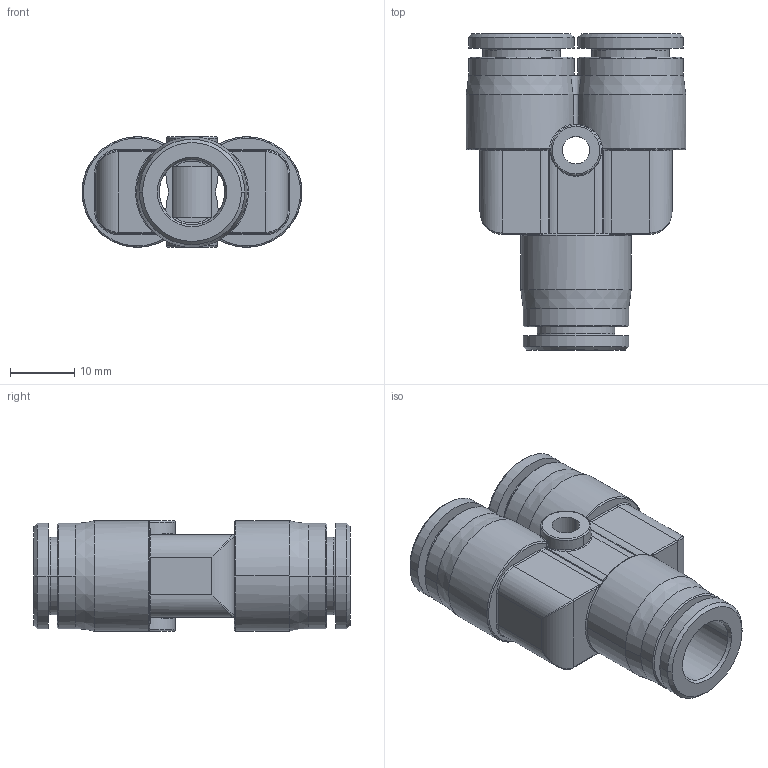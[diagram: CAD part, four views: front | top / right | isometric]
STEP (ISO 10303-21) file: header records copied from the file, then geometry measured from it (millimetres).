
FILE_DESCRIPTION(( 'MXP.37.10.10.stp' ), '1');
FILE_NAME( 'MXP.37.10.10.stp', '2021-02-22T15:45:18',( 'Sopra'),('sopra-pneumatic.com'), 'SwSTEP 2.0','SolidWorks 2009','' );
FILE_SCHEMA(('CONFIG_CONTROL_DESIGN'));
Length unit declared in the file: millimetre
Products named in the file (1): 367665B_982V-10FF
Bounding box: 34.2 x 49.2 x 17.2 mm (x, y, z)
Volume: 9881.3 mm3; surface area: 7923.5 mm2
Topology: 1 solids, 1 shells, 239 faces, 574 edges, 342 vertices
Faces by surface type: cylinder 77, plane 50, torus 48, bspline 40, cone 24
Entity records: 9543 total; most frequent: CARTESIAN_POINT 4080, DIRECTION 1168, ORIENTED_EDGE 1148, EDGE_CURVE 574, AXIS2_PLACEMENT_3D 495, VERTEX_POINT 342, CIRCLE 296, EDGE_LOOP 250
